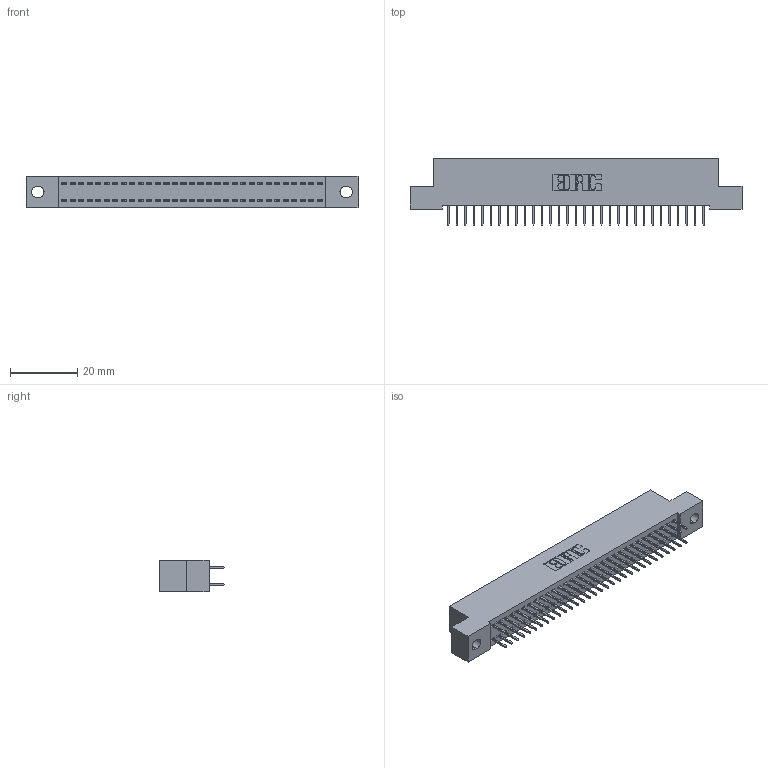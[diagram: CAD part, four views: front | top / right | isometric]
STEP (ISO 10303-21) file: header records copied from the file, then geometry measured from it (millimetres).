
FILE_DESCRIPTION (( 'STEP AP203' ), '1' );
FILE_NAME ('392-062-524-202.STEP', '2018-08-17T21:01:35', ( '' ), ( '' ), 'SwSTEP 2.0', 'SolidWorks 2016', '' );
FILE_SCHEMA (( 'CONFIG_CONTROL_DESIGN' ));
Length unit declared in the file: inch
Products named in the file (3): 392-062-524-202; 342 Part_.128 Slot; 345-292-001_345-293-124
Assembly tree (63 placements, depth 2):
  392-062-524-202
    342 Part_.128 Slot
    345-292-001_345-293-124  x62
Bounding box: 99.06 x 19.69 x 9.4 mm (x, y, z)
Volume: 8702.5 mm3; surface area: 13409.9 mm2
Topology: 63 solids, 63 shells, 3586 faces, 10169 edges, 6530 vertices
Faces by surface type: plane 2674, cylinder 912
Entity records: 21443 total; most frequent: CARTESIAN_POINT 3566, ORIENTED_EDGE 3502, DIRECTION 3067, EDGE_CURVE 1751, VECTOR 1627, LINE 1627, VERTEX_POINT 1162, AXIS2_PLACEMENT_3D 720
